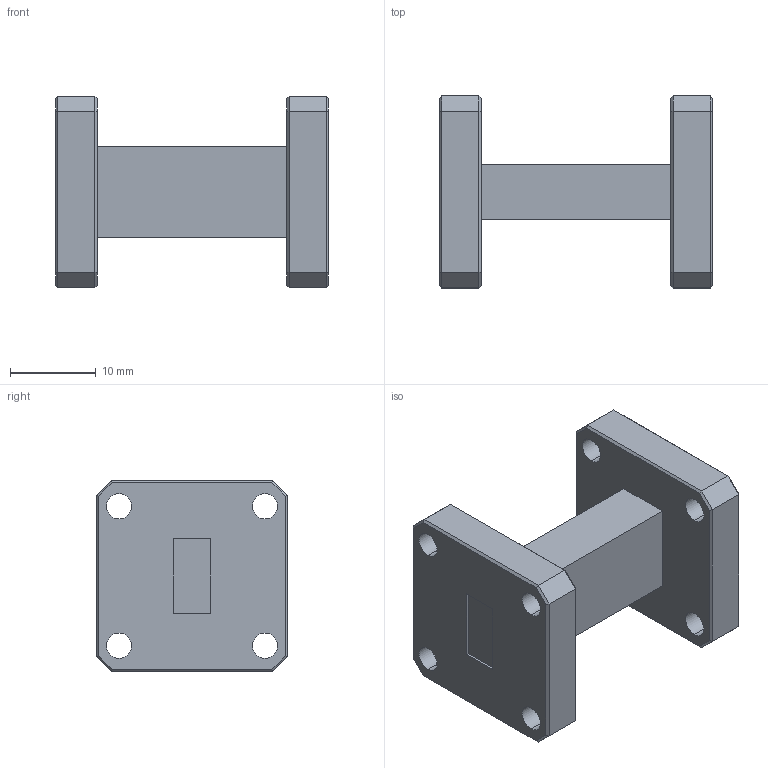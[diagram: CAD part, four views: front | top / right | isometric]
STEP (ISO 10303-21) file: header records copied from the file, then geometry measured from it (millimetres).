
FILE_DESCRIPTION (( 'STEP AP203' ), '1' );
FILE_NAME ('SWG-34013-FB-1.25.STEP', '2021-11-10T23:49:08', ( '' ), ( '' ), 'SwSTEP 2.0', 'SolidWorks 2021', '' );
FILE_SCHEMA (( 'CONFIG_CONTROL_DESIGN' ));
Length unit declared in the file: inch
Products named in the file (1): SWG-34013-FB-1.25
Bounding box: 31.75 x 22.35 x 22.35 mm (x, y, z)
Volume: 5965.1 mm3; surface area: 3622.9 mm2
Topology: 1 solids, 1 shells, 82 faces, 196 edges, 120 vertices
Faces by surface type: plane 66, cylinder 16
Entity records: 2427 total; most frequent: CARTESIAN_POINT 399, DIRECTION 394, ORIENTED_EDGE 392, EDGE_CURVE 196, VECTOR 164, LINE 164, VERTEX_POINT 120, AXIS2_PLACEMENT_3D 115
